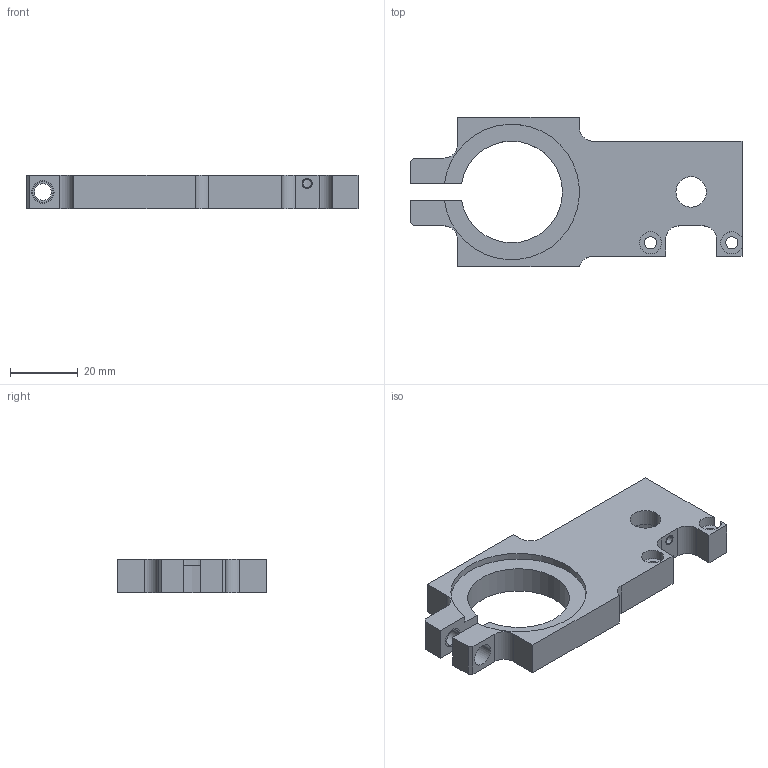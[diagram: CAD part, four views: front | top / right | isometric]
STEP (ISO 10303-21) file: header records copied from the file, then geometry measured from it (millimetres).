
FILE_DESCRIPTION((''),'2;1');
FILE_NAME('PLAQUE_POULIE','2021-10-06T17:27:59',('laure'),(''),'CREO PARAMETRIC BY PTC INC, 2020281','CREO PARAMETRIC BY PTC INC, 2020281','');
FILE_SCHEMA(('CONFIG_CONTROL_DESIGN'));
Length unit declared in the file: millimetre
Products named in the file (1): PLAQUE_POULIE
Bounding box: 98 x 44 x 10 mm (x, y, z)
Volume: 22829.1 mm3; surface area: 10161.5 mm2
Topology: 1 solids, 3 shells, 57 faces, 157 edges, 104 vertices
Faces by surface type: cylinder 29, plane 26, cone 2
Entity records: 1943 total; most frequent: CARTESIAN_POINT 374, DIRECTION 325, ORIENTED_EDGE 306, EDGE_CURVE 157, AXIS2_PLACEMENT_3D 114, VERTEX_POINT 104, VECTOR 97, LINE 97
